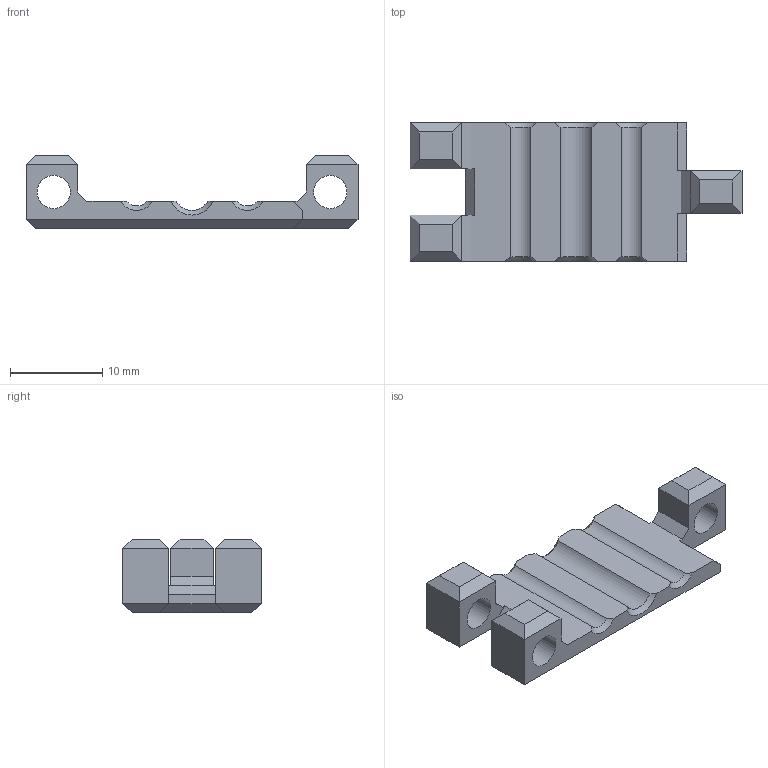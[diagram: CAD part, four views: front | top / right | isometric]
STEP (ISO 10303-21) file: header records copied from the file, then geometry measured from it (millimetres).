
FILE_DESCRIPTION(('STEP AP242'), '1');
FILE_NAME('itemCableChannelBottom', '', ('UNSPECIFIED'), ('UNSPECIFIED'), 'C3D Converter', 'C3D Toolkit', '');
FILE_SCHEMA(('AP242_MANAGED_MODEL_BASED_3D_ENGINEERING_MIM_LF { 1 0 10303 442 1 1 4 }'));
Length unit declared in the file: millimetre
Bounding box: 36 x 15 x 8 mm (x, y, z)
Volume: 1456.7 mm3; surface area: 1536.8 mm2
Topology: 1 solids, 1 shells, 65 faces, 165 edges, 102 vertices
Faces by surface type: plane 53, cylinder 6, cone 6
Full cylindrical faces by diameter (mm): 3.6 x3
Entity records: 2045 total; most frequent: CARTESIAN_POINT 462, ORIENTED_EDGE 324, DIRECTION 300, EDGE_CURVE 162, LINE 132, VECTOR 132, VERTEX_POINT 102, AXIS2_PLACEMENT_3D 84
